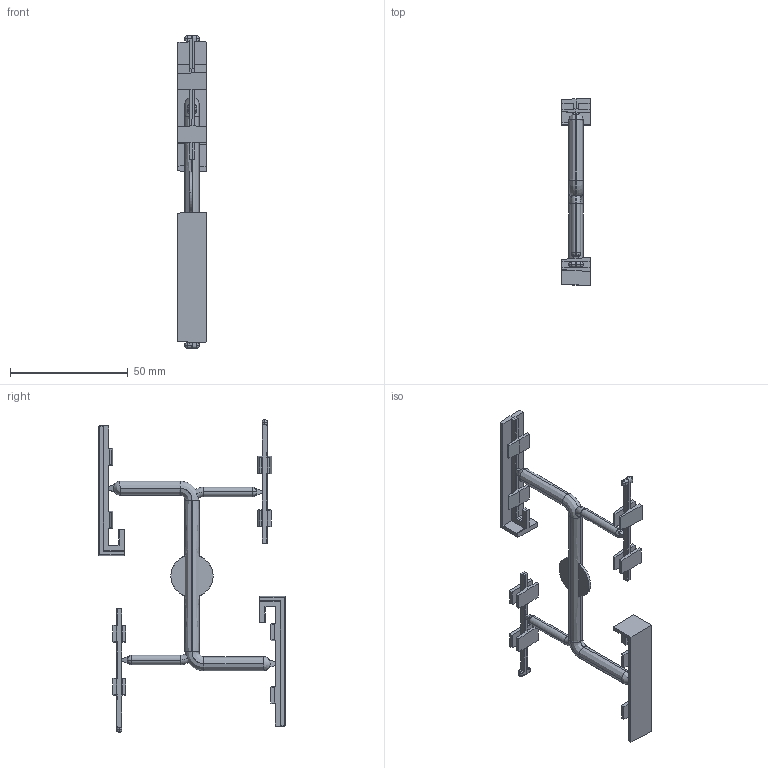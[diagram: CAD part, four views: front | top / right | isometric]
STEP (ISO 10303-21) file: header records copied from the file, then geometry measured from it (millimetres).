
FILE_DESCRIPTION(('CoCreate Modeling STEP Export'),'2;1');
FILE_NAME('6116163.stp','2016-10-06T11:58:38',(''),(''),'CoCreate Modeling STEP processor for AP214 (Solid Model)','CoCreate Modeling 16.00B 02-Dec-2008 (C) Parametric Technology GmbH','');
FILE_SCHEMA(('AUTOMOTIVE_DESIGN { 1 0 10303 214 1 1 1 1 }'));
Length unit declared in the file: millimetre
Products named in the file (1): Stoßstellenabdeckung.1
Bounding box: 12 x 79.28 x 132.69 mm (x, y, z)
Volume: 10000.4 mm3; surface area: 11070 mm2
Topology: 1 solids, 1 shells, 599 faces, 1645 edges, 1050 vertices
Faces by surface type: plane 333, cylinder 207, bspline 24, torus 16, cone 11, sphere 8
Entity records: 23292 total; most frequent: CARTESIAN_POINT 8829, ORIENTED_EDGE 3274, DIRECTION 2712, EDGE_CURVE 1637, VERTEX_POINT 1050, VECTOR 1034, LINE 1034, AXIS2_PLACEMENT_3D 839
